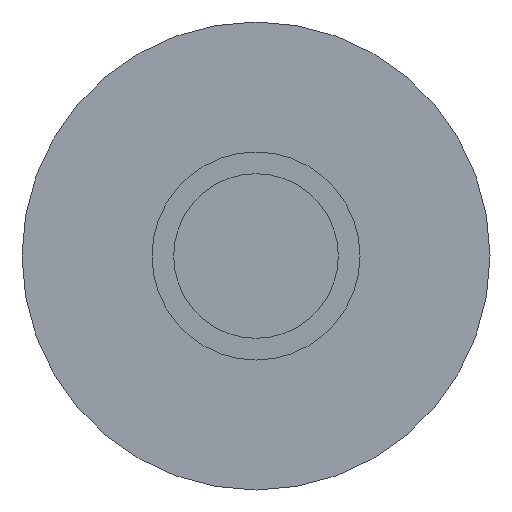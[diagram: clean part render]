
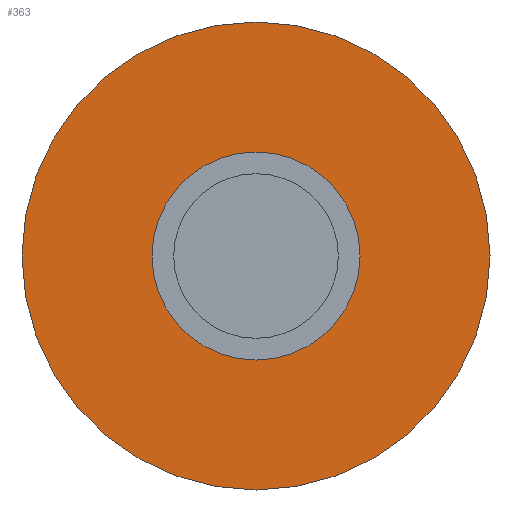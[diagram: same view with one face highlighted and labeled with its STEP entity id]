
A CAD part, front view. The second image highlights one B-rep face of the part: STEP entity #363.
In plain terms, the highlighted planar face has unit normal (0, -1, 0).
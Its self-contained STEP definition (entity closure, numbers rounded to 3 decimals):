
#4 = CARTESIAN_POINT ( 'NONE',  ( 0., 0., -1.2 ) ) ;
#27 = CIRCLE ( 'NONE', #268, 2.7 ) ;
#53 = DIRECTION ( 'NONE',  ( 0., -1., 0. ) ) ;
#60 = ORIENTED_EDGE ( 'NONE', *, *, #227, .F. ) ;
#65 = CARTESIAN_POINT ( 'NONE',  ( 0., 0., 0. ) ) ;
#79 = CARTESIAN_POINT ( 'NONE',  ( 0., 0., 0. ) ) ;
#85 = VERTEX_POINT ( 'NONE', #199 ) ;
#94 = CARTESIAN_POINT ( 'NONE',  ( 0., 0., 2.7 ) ) ;
#100 = DIRECTION ( 'NONE',  ( 0., 0., 1. ) ) ;
#124 = DIRECTION ( 'NONE',  ( 0., 0., 1. ) ) ;
#128 = DIRECTION ( 'NONE',  ( 0., 1., 0. ) ) ;
#142 = EDGE_LOOP ( 'NONE', ( #292, #384 ) ) ;
#144 = VERTEX_POINT ( 'NONE', #334 ) ;
#163 = VERTEX_POINT ( 'NONE', #4 ) ;
#199 = CARTESIAN_POINT ( 'NONE',  ( 0., 0., 1.2 ) ) ;
#214 = DIRECTION ( 'NONE',  ( 0., 0., -1. ) ) ;
#227 = EDGE_CURVE ( 'NONE', #163, #85, #400, .T. ) ;
#239 = EDGE_LOOP ( 'NONE', ( #60, #404 ) ) ;
#255 = CIRCLE ( 'NONE', #269, 1.2 ) ;
#260 = EDGE_CURVE ( 'NONE', #408, #144, #27, .T. ) ;
#265 = AXIS2_PLACEMENT_3D ( 'NONE', #420, #128, #100 ) ;
#268 = AXIS2_PLACEMENT_3D ( 'NONE', #344, #418, #274 ) ;
#269 = AXIS2_PLACEMENT_3D ( 'NONE', #65, #429, #393 ) ;
#274 = DIRECTION ( 'NONE',  ( 0., 0., 1. ) ) ;
#282 = AXIS2_PLACEMENT_3D ( 'NONE', #425, #352, #124 ) ;
#290 = CIRCLE ( 'NONE', #265, 2.7 ) ;
#292 = ORIENTED_EDGE ( 'NONE', *, *, #428, .F. ) ;
#294 = PLANE ( 'NONE',  #282 ) ;
#320 = FACE_OUTER_BOUND ( 'NONE', #142, .T. ) ;
#329 = FACE_BOUND ( 'NONE', #239, .T. ) ;
#334 = CARTESIAN_POINT ( 'NONE',  ( 0., 0., -2.7 ) ) ;
#344 = CARTESIAN_POINT ( 'NONE',  ( 0., 0., 0. ) ) ;
#351 = AXIS2_PLACEMENT_3D ( 'NONE', #79, #53, #214 ) ;
#352 = DIRECTION ( 'NONE',  ( 0., 1., 0. ) ) ;
#363 = ADVANCED_FACE ( 'NONE', ( #329, #320 ), #294, .F. ) ;
#379 = EDGE_CURVE ( 'NONE', #85, #163, #255, .T. ) ;
#384 = ORIENTED_EDGE ( 'NONE', *, *, #260, .F. ) ;
#393 = DIRECTION ( 'NONE',  ( 0., 0., -1. ) ) ;
#400 = CIRCLE ( 'NONE', #351, 1.2 ) ;
#404 = ORIENTED_EDGE ( 'NONE', *, *, #379, .F. ) ;
#408 = VERTEX_POINT ( 'NONE', #94 ) ;
#418 = DIRECTION ( 'NONE',  ( 0., 1., 0. ) ) ;
#420 = CARTESIAN_POINT ( 'NONE',  ( 0., 0., 0. ) ) ;
#425 = CARTESIAN_POINT ( 'NONE',  ( 0., 0., 0. ) ) ;
#428 = EDGE_CURVE ( 'NONE', #144, #408, #290, .T. ) ;
#429 = DIRECTION ( 'NONE',  ( 0., -1., 0. ) ) ;
